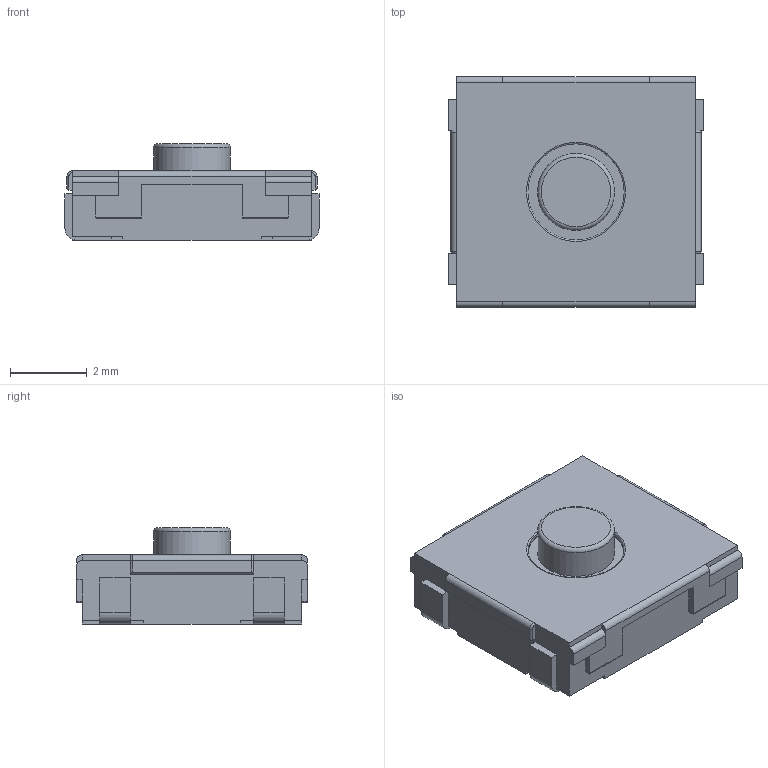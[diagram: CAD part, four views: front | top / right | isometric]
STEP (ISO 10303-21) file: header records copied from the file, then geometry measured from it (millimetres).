
FILE_DESCRIPTION(/* description */ ('model of SW_SPST_EVQP0'),/* implementation_level */ '2;1');
FILE_NAME(/* name */ 'SW_SPST_EVQP0.step',/* time_stamp */ '2020-10-28T17:47:27',/* author */ ('kicad StepUp','ksu'),/* organization */ ('FreeCAD'),/* preprocessor_version */ 'OCC',/* originating_system */ 'kicad StepUp',/* authorisation */ '');
FILE_SCHEMA(('AUTOMOTIVE_DESIGN { 1 0 10303 214 1 1 1 1 }'));
Length unit declared in the file: millimetre
Products named in the file (1): SW_SPST_EVQP0
Bounding box: 6.6 x 6 x 2.5 mm (x, y, z)
Volume: 67.4 mm3; surface area: 130.2 mm2
Topology: 1 solids, 1 shells, 139 faces, 374 edges, 239 vertices
Faces by surface type: plane 92, cylinder 40, torus 7
Full cylindrical faces by diameter (mm): 2 x1, 2.5 x1
Entity records: 5278 total; most frequent: CARTESIAN_POINT 753, ORIENTED_EDGE 748, DIRECTION 724, EDGE_CURVE 374, LINE 304, VECTOR 304, VERTEX_POINT 239, AXIS2_PLACEMENT_3D 210
